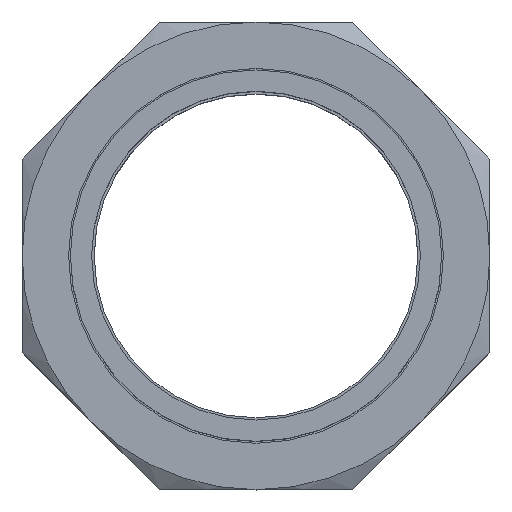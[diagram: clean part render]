
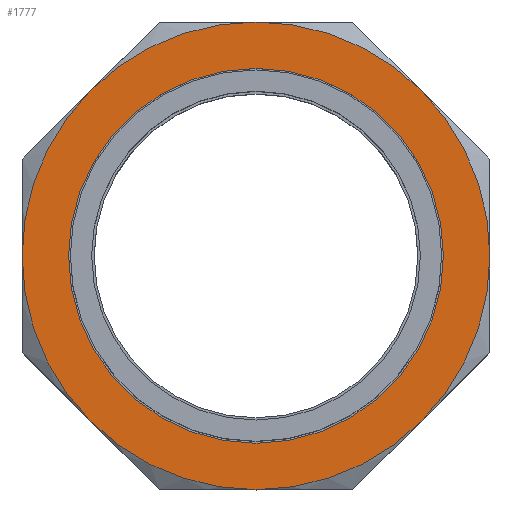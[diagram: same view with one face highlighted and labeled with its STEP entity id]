
A CAD part, top view. The second image highlights one B-rep face of the part: STEP entity #1777.
In plain terms, the highlighted planar face has unit normal (0, 0, 1).
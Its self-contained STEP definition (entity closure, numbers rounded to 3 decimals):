
#27 = CARTESIAN_POINT ( 'NONE',  ( -34., 0., 12.5 ) ) ;
#78 = DIRECTION ( 'NONE',  ( 1., 0., 0. ) ) ;
#79 = DIRECTION ( 'NONE',  ( 0., 0., 1. ) ) ;
#80 = CARTESIAN_POINT ( 'NONE',  ( 0., 0., 12.5 ) ) ;
#81 = AXIS2_PLACEMENT_3D ( 'NONE', #80, #79, #78 ) ;
#82 = CIRCLE ( 'NONE', #81, 34. ) ;
#110 = CARTESIAN_POINT ( 'NONE',  ( 0., -34., 12.5 ) ) ;
#135 = DIRECTION ( 'NONE',  ( 1., 0., 0. ) ) ;
#136 = DIRECTION ( 'NONE',  ( 0., 0., 1. ) ) ;
#137 = CARTESIAN_POINT ( 'NONE',  ( 0., 0., 12.5 ) ) ;
#138 = AXIS2_PLACEMENT_3D ( 'NONE', #137, #136, #135 ) ;
#139 = CIRCLE ( 'NONE', #138, 34. ) ;
#140 = CARTESIAN_POINT ( 'NONE',  ( -24.042, -24.042, 12.5 ) ) ;
#141 = DIRECTION ( 'NONE',  ( 1., 0., 0. ) ) ;
#142 = DIRECTION ( 'NONE',  ( 0., 0., 1. ) ) ;
#143 = CARTESIAN_POINT ( 'NONE',  ( 0., 0., 12.5 ) ) ;
#144 = AXIS2_PLACEMENT_3D ( 'NONE', #143, #142, #141 ) ;
#145 = CIRCLE ( 'NONE', #144, 34. ) ;
#290 = DIRECTION ( 'NONE',  ( -1., 0., 0. ) ) ;
#291 = DIRECTION ( 'NONE',  ( 0., 0., -1. ) ) ;
#292 = AXIS2_PLACEMENT_3D ( 'NONE', #295, #291, #290 ) ;
#295 = CARTESIAN_POINT ( 'NONE',  ( 0., 34., 12.5 ) ) ;
#296 = PLANE ( 'NONE',  #292 ) ;
#297 = FACE_OUTER_BOUND ( 'NONE', #1809, .T. ) ;
#298 = FACE_BOUND ( 'NONE', #1846, .T. ) ;
#331 = DIRECTION ( 'NONE',  ( 1., 0., 0. ) ) ;
#332 = DIRECTION ( 'NONE',  ( 0., 0., 1. ) ) ;
#333 = CARTESIAN_POINT ( 'NONE',  ( 0., 0., 12.5 ) ) ;
#334 = AXIS2_PLACEMENT_3D ( 'NONE', #333, #332, #331 ) ;
#335 = CIRCLE ( 'NONE', #334, 27.25 ) ;
#1353 = CIRCLE ( 'NONE', #1402, 27.25 ) ;
#1369 = CARTESIAN_POINT ( 'NONE',  ( 27.25, 0., 12.5 ) ) ;
#1373 = CIRCLE ( 'NONE', #1426, 34. ) ;
#1398 = CARTESIAN_POINT ( 'NONE',  ( 34., 0., 12.5 ) ) ;
#1399 = DIRECTION ( 'NONE',  ( 1., 0., 0. ) ) ;
#1400 = DIRECTION ( 'NONE',  ( 0., 0., 1. ) ) ;
#1401 = CARTESIAN_POINT ( 'NONE',  ( 0., 0., 12.5 ) ) ;
#1402 = AXIS2_PLACEMENT_3D ( 'NONE', #1401, #1400, #1399 ) ;
#1407 = CIRCLE ( 'NONE', #1412, 34. ) ;
#1409 = DIRECTION ( 'NONE',  ( 1., 0., 0. ) ) ;
#1410 = DIRECTION ( 'NONE',  ( 0., 0., 1. ) ) ;
#1411 = CARTESIAN_POINT ( 'NONE',  ( 0., 0., 12.5 ) ) ;
#1412 = AXIS2_PLACEMENT_3D ( 'NONE', #1411, #1410, #1409 ) ;
#1413 = CARTESIAN_POINT ( 'NONE',  ( 24.042, 24.042, 12.5 ) ) ;
#1424 = DIRECTION ( 'NONE',  ( 0., 0., 1. ) ) ;
#1425 = CARTESIAN_POINT ( 'NONE',  ( 0., 0., 12.5 ) ) ;
#1426 = AXIS2_PLACEMENT_3D ( 'NONE', #1425, #1424, #1427 ) ;
#1427 = DIRECTION ( 'NONE',  ( 1., 0., 0. ) ) ;
#1436 = CARTESIAN_POINT ( 'NONE',  ( -27.25, 0., 12.5 ) ) ;
#1532 = VERTEX_POINT ( 'NONE', #1369 ) ;
#1538 = EDGE_CURVE ( 'NONE', #1541, #1532, #1353, .T. ) ;
#1539 = VERTEX_POINT ( 'NONE', #1398 ) ;
#1541 = VERTEX_POINT ( 'NONE', #1436 ) ;
#1543 = EDGE_CURVE ( 'NONE', #1539, #1549, #1407, .T. ) ;
#1549 = VERTEX_POINT ( 'NONE', #1413 ) ;
#1554 = EDGE_CURVE ( 'NONE', #1549, #1653, #1373, .T. ) ;
#1560 = ORIENTED_EDGE ( 'NONE', *, *, #1647, .T. ) ;
#1643 = VERTEX_POINT ( 'NONE', #2248 ) ;
#1647 = EDGE_CURVE ( 'NONE', #1653, #1643, #2349, .T. ) ;
#1653 = VERTEX_POINT ( 'NONE', #2308 ) ;
#1661 = EDGE_CURVE ( 'NONE', #1673, #1697, #2299, .T. ) ;
#1667 = EDGE_CURVE ( 'NONE', #1668, #1539, #2340, .T. ) ;
#1668 = VERTEX_POINT ( 'NONE', #2369 ) ;
#1673 = VERTEX_POINT ( 'NONE', #27 ) ;
#1683 = EDGE_CURVE ( 'NONE', #1692, #1668, #82, .T. ) ;
#1692 = VERTEX_POINT ( 'NONE', #110 ) ;
#1696 = EDGE_CURVE ( 'NONE', #1697, #1692, #145, .T. ) ;
#1697 = VERTEX_POINT ( 'NONE', #140 ) ;
#1701 = EDGE_CURVE ( 'NONE', #1643, #1673, #139, .T. ) ;
#1777 = ADVANCED_FACE ( 'NONE', ( #298, #297 ), #296, .F. ) ;
#1788 = ORIENTED_EDGE ( 'NONE', *, *, #1554, .T. ) ;
#1794 = EDGE_CURVE ( 'NONE', #1532, #1541, #335, .T. ) ;
#1804 = ORIENTED_EDGE ( 'NONE', *, *, #1661, .T. ) ;
#1805 = ORIENTED_EDGE ( 'NONE', *, *, #1696, .T. ) ;
#1807 = ORIENTED_EDGE ( 'NONE', *, *, #1794, .F. ) ;
#1808 = ORIENTED_EDGE ( 'NONE', *, *, #1538, .F. ) ;
#1809 = EDGE_LOOP ( 'NONE', ( #1813, #1788, #1560, #1810, #1804, #1805, #1855, #1856 ) ) ;
#1810 = ORIENTED_EDGE ( 'NONE', *, *, #1701, .T. ) ;
#1813 = ORIENTED_EDGE ( 'NONE', *, *, #1543, .T. ) ;
#1846 = EDGE_LOOP ( 'NONE', ( #1807, #1808 ) ) ;
#1855 = ORIENTED_EDGE ( 'NONE', *, *, #1683, .T. ) ;
#1856 = ORIENTED_EDGE ( 'NONE', *, *, #1667, .T. ) ;
#2248 = CARTESIAN_POINT ( 'NONE',  ( -24.042, 24.042, 12.5 ) ) ;
#2291 = AXIS2_PLACEMENT_3D ( 'NONE', #2302, #2301, #2300 ) ;
#2299 = CIRCLE ( 'NONE', #2316, 34. ) ;
#2300 = DIRECTION ( 'NONE',  ( 1., 0., 0. ) ) ;
#2301 = DIRECTION ( 'NONE',  ( 0., 0., 1. ) ) ;
#2302 = CARTESIAN_POINT ( 'NONE',  ( 0., 0., 12.5 ) ) ;
#2308 = CARTESIAN_POINT ( 'NONE',  ( 0., 34., 12.5 ) ) ;
#2312 = CARTESIAN_POINT ( 'NONE',  ( 0., 0., 12.5 ) ) ;
#2314 = DIRECTION ( 'NONE',  ( 1., 0., 0. ) ) ;
#2315 = DIRECTION ( 'NONE',  ( 0., 0., 1. ) ) ;
#2316 = AXIS2_PLACEMENT_3D ( 'NONE', #2312, #2315, #2314 ) ;
#2338 = CARTESIAN_POINT ( 'NONE',  ( 0., 0., 12.5 ) ) ;
#2339 = AXIS2_PLACEMENT_3D ( 'NONE', #2338, #2371, #2370 ) ;
#2340 = CIRCLE ( 'NONE', #2339, 34. ) ;
#2349 = CIRCLE ( 'NONE', #2291, 34. ) ;
#2369 = CARTESIAN_POINT ( 'NONE',  ( 24.042, -24.042, 12.5 ) ) ;
#2370 = DIRECTION ( 'NONE',  ( 1., 0., 0. ) ) ;
#2371 = DIRECTION ( 'NONE',  ( 0., 0., 1. ) ) ;
